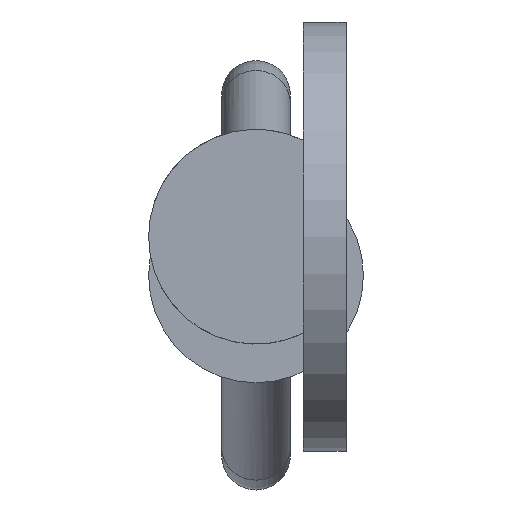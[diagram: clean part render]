
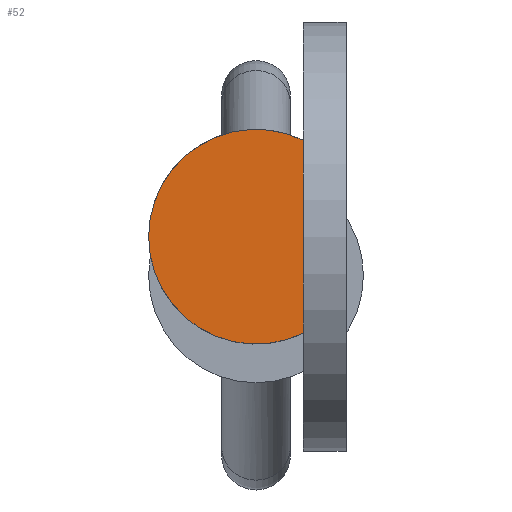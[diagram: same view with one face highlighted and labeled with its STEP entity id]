
A CAD part, left-side view. The second image highlights one B-rep face of the part: STEP entity #52.
In plain terms, the highlighted planar face has unit normal (-1, 0, 0).
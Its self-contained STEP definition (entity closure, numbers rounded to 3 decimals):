
#52 = ADVANCED_FACE( '', ( #115 ), #116, .F. );
#115 = FACE_OUTER_BOUND( '', #195, .T. );
#116 = PLANE( '', #196 );
#195 = EDGE_LOOP( '', ( #286, #287 ) );
#196 = AXIS2_PLACEMENT_3D( '', #288, #289, #290 );
#286 = ORIENTED_EDGE( '', *, *, #430, .F. );
#287 = ORIENTED_EDGE( '', *, *, #415, .F. );
#288 = CARTESIAN_POINT( '', ( 8., -1.1, -1.02 ) );
#289 = DIRECTION( '', ( 1., 0., 0. ) );
#290 = DIRECTION( '', ( 0., 0., -1. ) );
#415 = EDGE_CURVE( '', #476, #478, #479, .T. );
#430 = EDGE_CURVE( '', #478, #476, #502, .T. );
#476 = VERTEX_POINT( '', #563 );
#478 = VERTEX_POINT( '', #565 );
#479 = CIRCLE( '', #566, 2.5 );
#502 = LINE( '', #593, #594 );
#563 = CARTESIAN_POINT( '', ( 8., -1.1, -2.245 ) );
#565 = CARTESIAN_POINT( '', ( 8., -1.1, 2.245 ) );
#566 = AXIS2_PLACEMENT_3D( '', #667, #668, #669 );
#593 = CARTESIAN_POINT( '', ( 8., -1.1, 2.5 ) );
#594 = VECTOR( '', #692, 1000. );
#667 = CARTESIAN_POINT( '', ( 8., 0., 0. ) );
#668 = DIRECTION( '', ( 1., 0., 0. ) );
#669 = DIRECTION( '', ( 0., 0., -1. ) );
#692 = DIRECTION( '', ( 0., 0., -1. ) );
